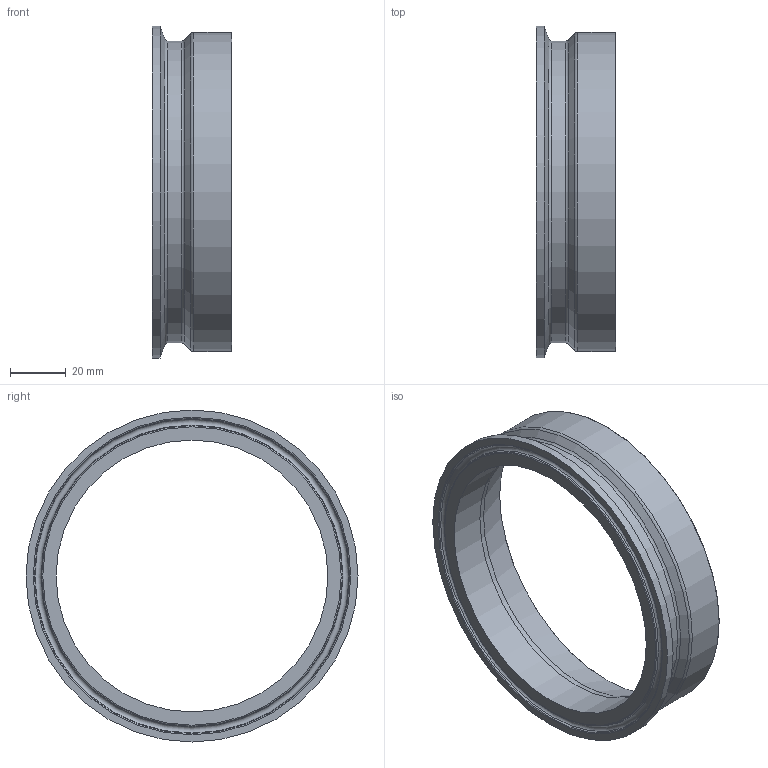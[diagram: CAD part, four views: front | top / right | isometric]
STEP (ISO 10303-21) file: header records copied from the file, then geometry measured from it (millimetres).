
FILE_DESCRIPTION(/* description */ (''),/* implementation_level */ '2;1');
FILE_NAME(/* name */ '19MPX-4.stp',/* time_stamp */ '2020-09-02T06:49:01-04:00',/* author */ ('ken'),/* organization */ (''),/* preprocessor_version */ 'ST-DEVELOPER v15.2',/* originating_system */ 'Autodesk Inventor 2014',/* authorisation */ '');
FILE_SCHEMA (('AUTOMOTIVE_DESIGN { 1 0 10303 214 3 1 1 }'));
Length unit declared in the file: inch
Products named in the file (1): 19MPX-4
Bounding box: 28.57 x 118.92 x 118.92 mm (x, y, z)
Volume: 60515.2 mm3; surface area: 26377 mm2
Topology: 1 solids, 1 shells, 21 faces, 39 edges, 21 vertices
Faces by surface type: torus 9, cone 5, cylinder 4, plane 3
Full cylindrical faces by diameter (mm): 97.384 x1, 108.102 x1, 114.3 x1, 118.923 x1
Entity records: 454 total; most frequent: DIRECTION 86, CARTESIAN_POINT 64, AXIS2_PLACEMENT_3D 43, EDGE_LOOP 42, ORIENTED_EDGE 42, FACE_BOUND 23, CIRCLE 21, VERTEX_POINT 21
